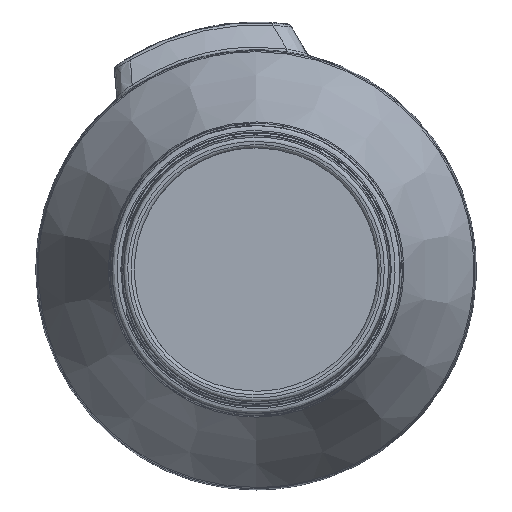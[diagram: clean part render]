
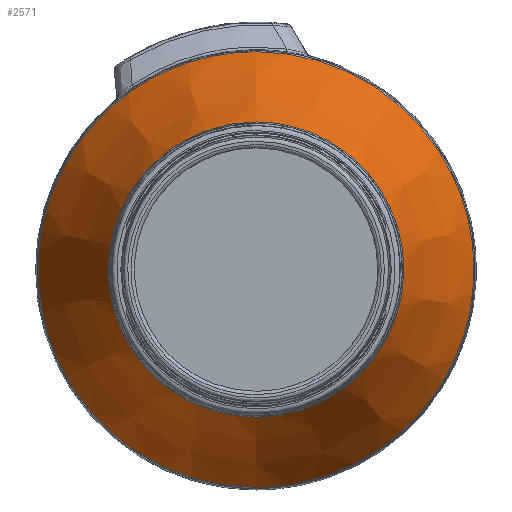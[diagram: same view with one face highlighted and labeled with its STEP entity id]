
A CAD part, front view. The second image highlights one B-rep face of the part: STEP entity #2571.
In plain terms, the highlighted conical face has half-angle 25.998 degrees and reference radius 42.893 mm.
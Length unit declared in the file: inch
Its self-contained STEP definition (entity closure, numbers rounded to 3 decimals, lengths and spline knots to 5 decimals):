
#80=LINE('',#10174,#96);
#96=VECTOR('',#2767,1.68872);
#110=CONICAL_SURFACE('',#2685,1.68872,0.454);
#201=FACE_OUTER_BOUND('',#371,.T.);
#371=EDGE_LOOP('',(#1965,#1966,#1967,#1968,#1969,#1970));
#671=B_SPLINE_CURVE_WITH_KNOTS('',3,(#10146,#10147,#10148,#10149,#10150,
#10151,#10152,#10153,#10154,#10155,#10156,#10157,#10158),.UNSPECIFIED.,
 .F.,.F.,(4,1,1,1,1,1,1,1,1,1,4),(0.,2.17042,4.34084,
5.78779,7.23473,8.68168,10.12863,11.57557,
13.02252,14.46946,15.19294),.UNSPECIFIED.);
#672=B_SPLINE_CURVE_WITH_KNOTS('',3,(#10159,#10160,#10161,#10162,#10163,
#10164,#10165,#10166,#10167,#10168,#10169,#10170,#10171),.UNSPECIFIED.,
 .F.,.F.,(4,1,1,1,1,1,1,1,1,1,4),(15.19294,15.91641,17.36336,
18.8103,20.25725,21.7042,23.15114,24.59809,
26.04504,28.21546,30.38588),.UNSPECIFIED.);
#673=B_SPLINE_CURVE_WITH_KNOTS('',3,(#10176,#10177,#10178,#10179,#10180,
#10181,#10182,#10183,#10184,#10185),.UNSPECIFIED.,.F.,.F.,(4,1,1,1,1,1,
1,4),(-23.27767,-21.61498,-19.95229,-17.73537,
-16.62691,-15.51845,-13.30152,-11.63883),
 .UNSPECIFIED.);
#674=B_SPLINE_CURVE_WITH_KNOTS('',3,(#10186,#10187,#10188,#10189,#10190,
#10191,#10192,#10193,#10194,#10195,#10196),.UNSPECIFIED.,.F.,.F.,(4,1,1,
1,1,1,1,1,4),(-11.63883,-11.0846,-9.97614,-8.86768,
-6.65076,-4.98807,-3.32538,-1.66269,
0.),.UNSPECIFIED.);
#998=VERTEX_POINT('',#10140);
#999=VERTEX_POINT('',#10145);
#1000=VERTEX_POINT('',#10173);
#1001=VERTEX_POINT('',#10175);
#1352=EDGE_CURVE('',#998,#999,#671,.T.);
#1353=EDGE_CURVE('',#999,#998,#672,.T.);
#1354=EDGE_CURVE('',#999,#1000,#80,.T.);
#1355=EDGE_CURVE('',#1001,#1000,#673,.T.);
#1356=EDGE_CURVE('',#1000,#1001,#674,.T.);
#1965=ORIENTED_EDGE('',*,*,#1352,.F.);
#1966=ORIENTED_EDGE('',*,*,#1353,.F.);
#1967=ORIENTED_EDGE('',*,*,#1354,.T.);
#1968=ORIENTED_EDGE('',*,*,#1355,.F.);
#1969=ORIENTED_EDGE('',*,*,#1356,.F.);
#1970=ORIENTED_EDGE('',*,*,#1354,.F.);
#2571=ADVANCED_FACE('',(#201),#110,.T.);
#2685=AXIS2_PLACEMENT_3D('',#10172,#2765,#2766);
#2765=DIRECTION('center_axis',(0.,1.,0.));
#2766=DIRECTION('ref_axis',(0.,0.,1.));
#2767=DIRECTION('',(0.,-0.899,0.438));
#10140=CARTESIAN_POINT('',(0.,3.95373,2.01319));
#10145=CARTESIAN_POINT('',(0.,3.95373,-2.01317));
#10146=CARTESIAN_POINT('Ctrl Pts',(0.,3.95373,
2.01319));
#10147=CARTESIAN_POINT('Ctrl Pts',(0.30117,3.95373,2.01319));
#10148=CARTESIAN_POINT('Ctrl Pts',(0.90344,3.95373,1.87598));
#10149=CARTESIAN_POINT('Ctrl Pts',(1.54711,3.95373,1.36218));
#10150=CARTESIAN_POINT('Ctrl Pts',(1.90215,3.95373,0.7465));
#10151=CARTESIAN_POINT('Ctrl Pts',(2.03778,3.95373,0.15274));
#10152=CARTESIAN_POINT('Ctrl Pts',(1.99224,3.95373,-0.45473));
#10153=CARTESIAN_POINT('Ctrl Pts',(1.76971,3.95373,-1.02173));
#10154=CARTESIAN_POINT('Ctrl Pts',(1.38991,3.95373,-1.49797));
#10155=CARTESIAN_POINT('Ctrl Pts',(0.88663,3.95373,-1.8411));
#10156=CARTESIAN_POINT('Ctrl Pts',(0.40157,3.95373,-1.99072));
#10157=CARTESIAN_POINT('Ctrl Pts',(0.10039,3.95373,-2.01317));
#10158=CARTESIAN_POINT('Ctrl Pts',(0.,3.95373,
-2.01317));
#10159=CARTESIAN_POINT('Ctrl Pts',(0.,3.95373,
-2.01317));
#10160=CARTESIAN_POINT('Ctrl Pts',(-0.10039,3.95373,
-2.01317));
#10161=CARTESIAN_POINT('Ctrl Pts',(-0.40157,3.95373,
-1.99073));
#10162=CARTESIAN_POINT('Ctrl Pts',(-0.88664,3.95373,
-1.84112));
#10163=CARTESIAN_POINT('Ctrl Pts',(-1.38991,3.95373,-1.49797));
#10164=CARTESIAN_POINT('Ctrl Pts',(-1.76971,3.95373,-1.02173));
#10165=CARTESIAN_POINT('Ctrl Pts',(-1.99221,3.95373,-0.45473));
#10166=CARTESIAN_POINT('Ctrl Pts',(-2.03782,3.95373,0.15275));
#10167=CARTESIAN_POINT('Ctrl Pts',(-1.90213,3.95373,0.7465));
#10168=CARTESIAN_POINT('Ctrl Pts',(-1.54712,3.95373,1.36218));
#10169=CARTESIAN_POINT('Ctrl Pts',(-0.90343,3.95373,
1.87598));
#10170=CARTESIAN_POINT('Ctrl Pts',(-0.30117,3.95373,
2.01319));
#10171=CARTESIAN_POINT('Ctrl Pts',(0.,3.95373,
2.01319));
#10172=CARTESIAN_POINT('Origin',(0.,3.28839,0.));
#10173=CARTESIAN_POINT('',(0.00008,2.62304,-1.36416));
#10174=CARTESIAN_POINT('',(0.,3.28839,-1.68872));
#10175=CARTESIAN_POINT('',(0.,2.62304,1.36424));
#10176=CARTESIAN_POINT('Ctrl Pts',(0.,2.62304,
1.36424));
#10177=CARTESIAN_POINT('Ctrl Pts',(-0.20409,2.62304,
1.36424));
#10178=CARTESIAN_POINT('Ctrl Pts',(-0.61178,2.62304,
1.27106));
#10179=CARTESIAN_POINT('Ctrl Pts',(-1.15835,2.62304,0.83642));
#10180=CARTESIAN_POINT('Ctrl Pts',(-1.39226,2.62304,0.24094));
#10181=CARTESIAN_POINT('Ctrl Pts',(-1.34949,2.62304,-0.3081));
#10182=CARTESIAN_POINT('Ctrl Pts',(-1.14989,2.62304,-0.82086));
#10183=CARTESIAN_POINT('Ctrl Pts',(-0.68066,2.62304,
-1.2567));
#10184=CARTESIAN_POINT('Ctrl Pts',(-0.20403,2.62304,-1.36381));
#10185=CARTESIAN_POINT('Ctrl Pts',(0.00008,2.62304,
-1.36416));
#10186=CARTESIAN_POINT('Ctrl Pts',(0.00008,2.62304,
-1.36416));
#10187=CARTESIAN_POINT('Ctrl Pts',(0.06812,2.62304,
-1.36428));
#10188=CARTESIAN_POINT('Ctrl Pts',(0.27217,2.62304,-1.34945));
#10189=CARTESIAN_POINT('Ctrl Pts',(0.60051,2.62304,-1.24717));
#10190=CARTESIAN_POINT('Ctrl Pts',(1.05645,2.62304,-0.93831));
#10191=CARTESIAN_POINT('Ctrl Pts',(1.37614,2.62304,-0.3841));
#10192=CARTESIAN_POINT('Ctrl Pts',(1.37523,2.62304,0.31411));
#10193=CARTESIAN_POINT('Ctrl Pts',(1.10328,2.62304,0.87959));
#10194=CARTESIAN_POINT('Ctrl Pts',(0.61203,2.62304,1.27124));
#10195=CARTESIAN_POINT('Ctrl Pts',(0.20409,2.62304,1.36424));
#10196=CARTESIAN_POINT('Ctrl Pts',(0.,2.62304,
1.36424));
